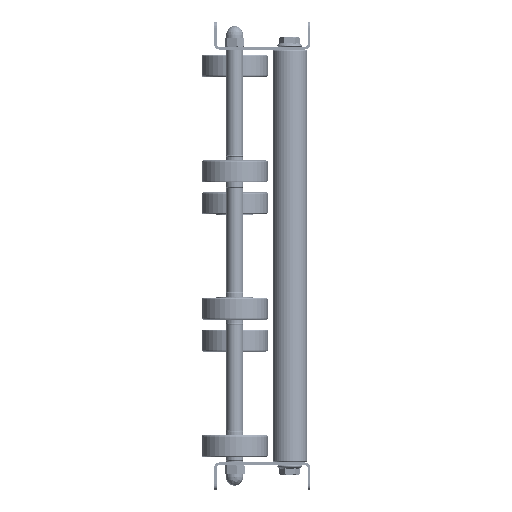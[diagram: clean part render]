
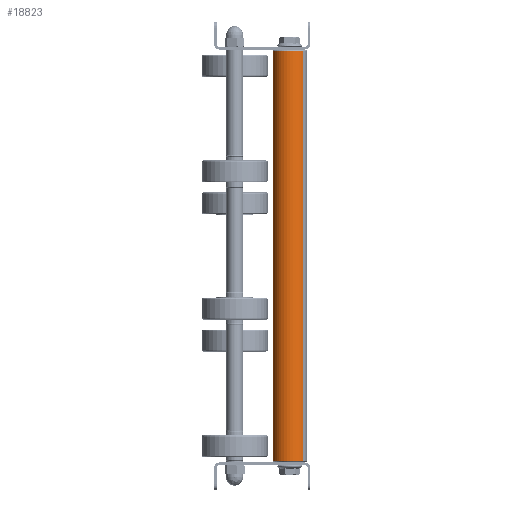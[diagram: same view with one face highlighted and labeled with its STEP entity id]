
A CAD part, left-side view. The second image highlights one B-rep face of the part: STEP entity #18823.
In plain terms, the highlighted cylindrical face has radius 12.5 mm (diameter 25 mm), a partial arc.
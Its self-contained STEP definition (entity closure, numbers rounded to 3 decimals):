
#471 = VECTOR ( 'NONE', #3896, 1000. ) ;
#1713 = EDGE_CURVE ( 'NONE', #27754, #13004, #12780, .T. ) ;
#2096 = CARTESIAN_POINT ( 'NONE',  ( 300., 0., -12.5 ) ) ;
#3896 = DIRECTION ( 'NONE',  ( -1., 0., 0. ) ) ;
#4381 = CIRCLE ( 'NONE', #15766, 12.5 ) ;
#4406 = DIRECTION ( 'NONE',  ( -1., 0., 0. ) ) ;
#6059 = CARTESIAN_POINT ( 'NONE',  ( 300., 0., 12.5 ) ) ;
#6140 = DIRECTION ( 'NONE',  ( -1., 0., 0. ) ) ;
#8186 = CARTESIAN_POINT ( 'NONE',  ( 300., 0., 0. ) ) ;
#8429 = ORIENTED_EDGE ( 'NONE', *, *, #28636, .F. ) ;
#8912 = LINE ( 'NONE', #2096, #26683 ) ;
#9005 = CARTESIAN_POINT ( 'NONE',  ( 299., 0., 12.5 ) ) ;
#9303 = CARTESIAN_POINT ( 'NONE',  ( 299., 0., 0. ) ) ;
#9607 = VERTEX_POINT ( 'NONE', #9005 ) ;
#10126 = AXIS2_PLACEMENT_3D ( 'NONE', #8186, #6140, #15620 ) ;
#10640 = CARTESIAN_POINT ( 'NONE',  ( 299., 0., -12.5 ) ) ;
#12048 = EDGE_LOOP ( 'NONE', ( #8429, #16683, #13797, #15032 ) ) ;
#12780 = CIRCLE ( 'NONE', #13766, 12.5 ) ;
#13004 = VERTEX_POINT ( 'NONE', #26986 ) ;
#13766 = AXIS2_PLACEMENT_3D ( 'NONE', #29770, #20848, #20686 ) ;
#13797 = ORIENTED_EDGE ( 'NONE', *, *, #22220, .T. ) ;
#15032 = ORIENTED_EDGE ( 'NONE', *, *, #1713, .T. ) ;
#15620 = DIRECTION ( 'NONE',  ( 0., 0., 1. ) ) ;
#15695 = LINE ( 'NONE', #6059, #471 ) ;
#15766 = AXIS2_PLACEMENT_3D ( 'NONE', #9303, #28133, #23651 ) ;
#16683 = ORIENTED_EDGE ( 'NONE', *, *, #22983, .T. ) ;
#17933 = FACE_OUTER_BOUND ( 'NONE', #12048, .T. ) ;
#18823 = ADVANCED_FACE ( 'NONE', ( #17933 ), #27322, .T. ) ;
#19251 = CARTESIAN_POINT ( 'NONE',  ( 1., 0., 12.5 ) ) ;
#20686 = DIRECTION ( 'NONE',  ( 0., 0., -1. ) ) ;
#20848 = DIRECTION ( 'NONE',  ( 1., 0., 0. ) ) ;
#22220 = EDGE_CURVE ( 'NONE', #9607, #27754, #15695, .T. ) ;
#22983 = EDGE_CURVE ( 'NONE', #25009, #9607, #4381, .T. ) ;
#23651 = DIRECTION ( 'NONE',  ( 0., 0., -1. ) ) ;
#25009 = VERTEX_POINT ( 'NONE', #10640 ) ;
#26683 = VECTOR ( 'NONE', #4406, 1000. ) ;
#26986 = CARTESIAN_POINT ( 'NONE',  ( 1., 0., -12.5 ) ) ;
#27322 = CYLINDRICAL_SURFACE ( 'NONE', #10126, 12.5 ) ;
#27754 = VERTEX_POINT ( 'NONE', #19251 ) ;
#28133 = DIRECTION ( 'NONE',  ( -1., 0., 0. ) ) ;
#28636 = EDGE_CURVE ( 'NONE', #25009, #13004, #8912, .T. ) ;
#29770 = CARTESIAN_POINT ( 'NONE',  ( 1., 0., 0. ) ) ;
